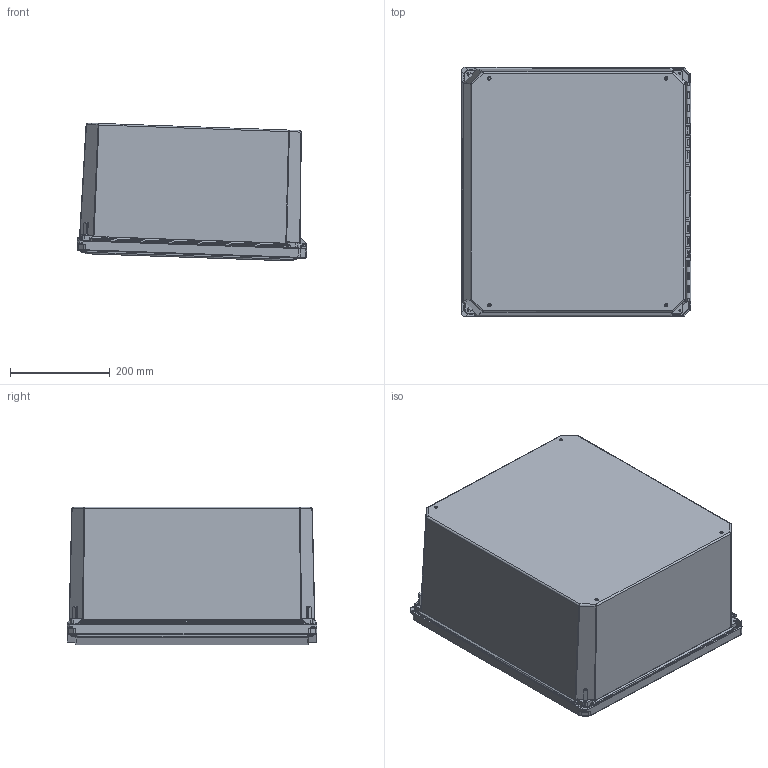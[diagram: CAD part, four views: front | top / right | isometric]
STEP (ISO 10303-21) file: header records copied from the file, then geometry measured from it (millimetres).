
FILE_DESCRIPTION (( 'STEP AP214' ), '1' );
FILE_NAME ('FR181610HW.STEP', '2021-10-07T16:00:58', ( '' ), ( '' ), 'SwSTEP 2.0', 'SolidWorks 2021', '' );
FILE_SCHEMA (( 'AUTOMOTIVE_DESIGN' ));
Length unit declared in the file: inch
Products named in the file (1): FR181610HW
Bounding box: 461.26 x 502.35 x 277.14 mm (x, y, z)
Volume: 4244584.2 mm3; surface area: 1900243.1 mm2
Topology: 23 solids, 23 shells, 2252 faces, 5714 edges, 3423 vertices
Faces by surface type: cylinder 891, plane 702, bspline 353, torus 192, cone 85, sphere 29
Entity records: 93126 total; most frequent: CARTESIAN_POINT 43643, ORIENTED_EDGE 11236, DIRECTION 8661, EDGE_CURVE 5618, VERTEX_POINT 3418, AXIS2_PLACEMENT_3D 3030, LINE 2601, VECTOR 2601
